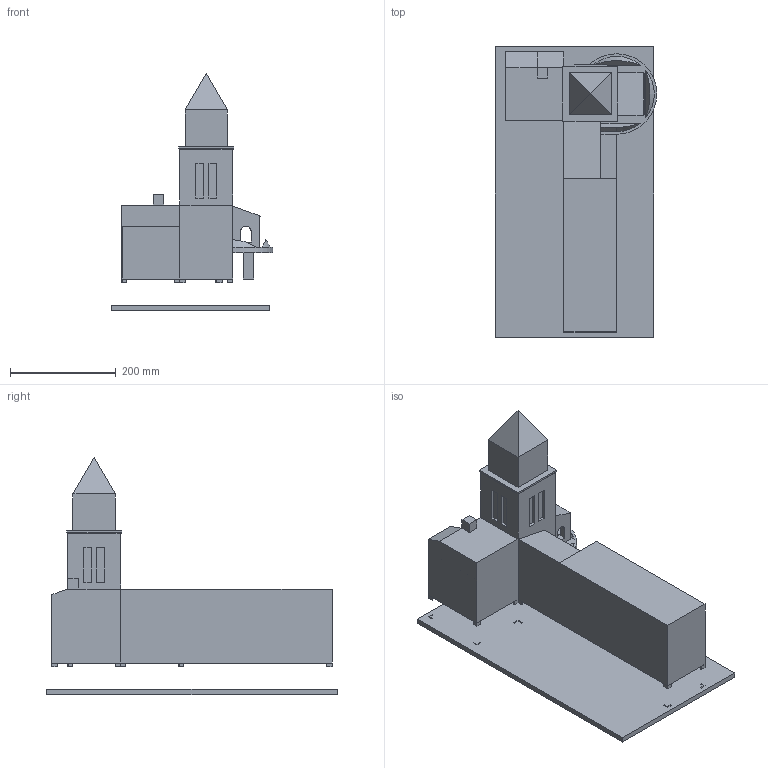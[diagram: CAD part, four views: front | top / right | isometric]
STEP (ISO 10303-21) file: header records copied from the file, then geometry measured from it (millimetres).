
FILE_DESCRIPTION(/* description */ (''),/* implementation_level */ '2;1');
FILE_NAME(/* name */ 'theater v2.step',/* time_stamp */ '2023-10-17T02:14:09-07:00',/* author */ (''),/* organization */ (''),/* preprocessor_version */ 'ST-DEVELOPER v20',/* originating_system */ 'Autodesk Translation Framework v12.14.0.127',/* authorisation */ '');
FILE_SCHEMA (('AUTOMOTIVE_DESIGN { 1 0 10303 214 3 1 1 }'));
Length unit declared in the file: millimetre
Products named in the file (1): theater
Bounding box: 306.07 x 550 x 449.28 mm (x, y, z)
Volume: 4009423 mm3; surface area: 1059950.3 mm2
Topology: 11 solids, 11 shells, 451 faces, 1218 edges, 797 vertices
Faces by surface type: plane 429, cylinder 19, cone 3
Entity records: 13940 total; most frequent: CARTESIAN_POINT 2491, ORIENTED_EDGE 2436, DIRECTION 2157, EDGE_CURVE 1218, LINE 1169, VECTOR 1169, VERTEX_POINT 797, EDGE_LOOP 498
